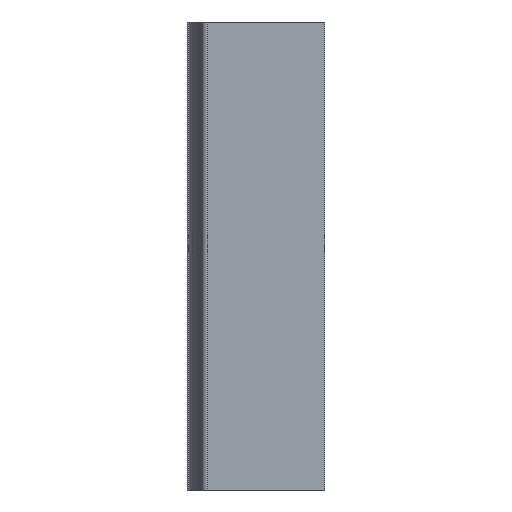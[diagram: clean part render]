
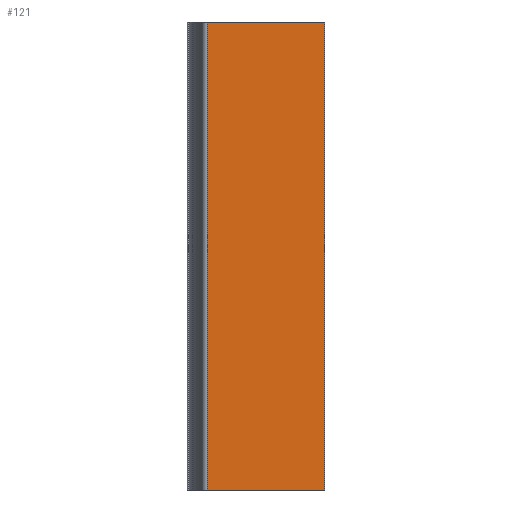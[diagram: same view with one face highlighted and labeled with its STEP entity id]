
A CAD part, left-side view. The second image highlights one B-rep face of the part: STEP entity #121.
In plain terms, the highlighted planar face has unit normal (-1, 0, 0).
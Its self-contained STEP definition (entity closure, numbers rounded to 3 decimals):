
#121 = ADVANCED_FACE( '', ( #247 ), #248, .F. );
#247 = FACE_OUTER_BOUND( '', #367, .T. );
#248 = PLANE( '', #368 );
#367 = EDGE_LOOP( '', ( #664, #665, #666, #667 ) );
#368 = AXIS2_PLACEMENT_3D( '', #668, #669, #670 );
#664 = ORIENTED_EDGE( '', *, *, #771, .T. );
#665 = ORIENTED_EDGE( '', *, *, #701, .F. );
#666 = ORIENTED_EDGE( '', *, *, #788, .F. );
#667 = ORIENTED_EDGE( '', *, *, #814, .T. );
#668 = CARTESIAN_POINT( '', ( 0., 21.375, 42.5 ) );
#669 = DIRECTION( '', ( 1., 0., 0. ) );
#670 = DIRECTION( '', ( 0., 0., -1. ) );
#701 = EDGE_CURVE( '', #829, #824, #831, .T. );
#771 = EDGE_CURVE( '', #916, #824, #941, .T. );
#788 = EDGE_CURVE( '', #964, #829, #966, .T. );
#814 = EDGE_CURVE( '', #964, #916, #996, .T. );
#824 = VERTEX_POINT( '', #1006 );
#829 = VERTEX_POINT( '', #1013 );
#831 = LINE( '', #1016, #1017 );
#916 = VERTEX_POINT( '', #1126 );
#941 = LINE( '', #1161, #1162 );
#964 = VERTEX_POINT( '', #1193 );
#966 = LINE( '', #1195, #1196 );
#996 = LINE( '', #1238, #1239 );
#1006 = CARTESIAN_POINT( '', ( 0., 0., -42.5 ) );
#1013 = CARTESIAN_POINT( '', ( 0., 0., 42.5 ) );
#1016 = CARTESIAN_POINT( '', ( 0., 0., 42.5 ) );
#1017 = VECTOR( '', #1253, 1000. );
#1126 = CARTESIAN_POINT( '', ( 0., 21.375, -42.5 ) );
#1161 = CARTESIAN_POINT( '', ( 0., 21.375, -42.5 ) );
#1162 = VECTOR( '', #1342, 1000. );
#1193 = CARTESIAN_POINT( '', ( 0., 21.375, 42.5 ) );
#1195 = CARTESIAN_POINT( '', ( 0., 21.375, 42.5 ) );
#1196 = VECTOR( '', #1357, 1000. );
#1238 = CARTESIAN_POINT( '', ( 0., 21.375, 42.5 ) );
#1239 = VECTOR( '', #1382, 1000. );
#1253 = DIRECTION( '', ( 0., 0., -1. ) );
#1342 = DIRECTION( '', ( 0., -1., 0. ) );
#1357 = DIRECTION( '', ( 0., -1., 0. ) );
#1382 = DIRECTION( '', ( 0., 0., -1. ) );
